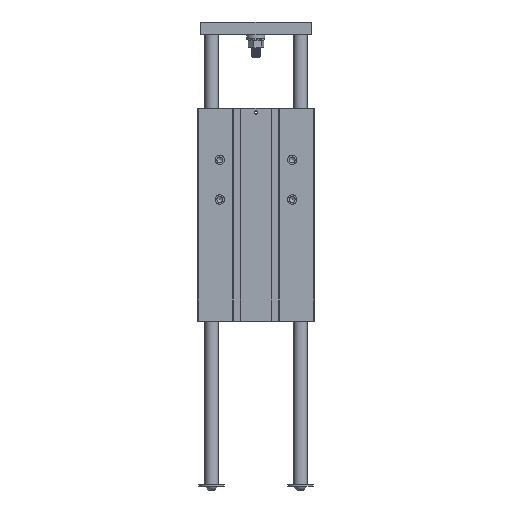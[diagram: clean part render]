
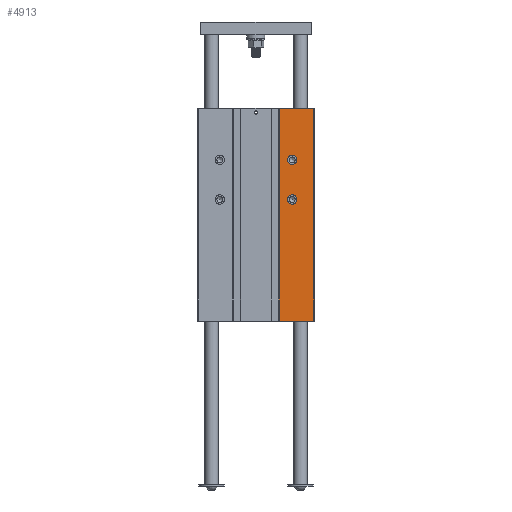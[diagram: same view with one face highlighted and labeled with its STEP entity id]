
A CAD part, front view. The second image highlights one B-rep face of the part: STEP entity #4913.
In plain terms, the highlighted planar face has unit normal (0, -1, 0).
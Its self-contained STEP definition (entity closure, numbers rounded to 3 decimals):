
#127 = DIRECTION ( 'NONE',  ( 0., -1., 0. ) ) ;
#1015 = CARTESIAN_POINT ( 'NONE',  ( 68., -35., -250. ) ) ;
#1832 = VERTEX_POINT ( 'NONE', #14424 ) ;
#2212 = CARTESIAN_POINT ( 'NONE',  ( 27.1, -35., 0. ) ) ;
#2988 = CARTESIAN_POINT ( 'NONE',  ( 42.5, -35., -66.25 ) ) ;
#3089 = ORIENTED_EDGE ( 'NONE', *, *, #27547, .F. ) ;
#3660 = CARTESIAN_POINT ( 'NONE',  ( 42.5, -35., -112.75 ) ) ;
#3819 = VECTOR ( 'NONE', #11456, 1000. ) ;
#4587 = DIRECTION ( 'NONE',  ( 0., 0., -1. ) ) ;
#4667 = CIRCLE ( 'NONE', #7936, 5.5 ) ;
#4913 = ADVANCED_FACE ( 'NONE', ( #6990, #20203, #28110 ), #25164, .T. ) ;
#5226 = VERTEX_POINT ( 'NONE', #2988 ) ;
#5819 = LINE ( 'NONE', #16262, #31824 ) ;
#5995 = CARTESIAN_POINT ( 'NONE',  ( -68.5, -35., 0. ) ) ;
#6909 = VECTOR ( 'NONE', #8727, 1000. ) ;
#6990 = FACE_BOUND ( 'NONE', #31037, .T. ) ;
#7936 = AXIS2_PLACEMENT_3D ( 'NONE', #29144, #127, #31088 ) ;
#8018 = EDGE_LOOP ( 'NONE', ( #3089 ) ) ;
#8047 = EDGE_CURVE ( 'NONE', #13589, #13589, #4667, .T. ) ;
#8727 = DIRECTION ( 'NONE',  ( 1., 0., 0. ) ) ;
#8731 = VECTOR ( 'NONE', #30794, 1000. ) ;
#10555 = ORIENTED_EDGE ( 'NONE', *, *, #10969, .T. ) ;
#10969 = EDGE_CURVE ( 'NONE', #1832, #22057, #24682, .T. ) ;
#11456 = DIRECTION ( 'NONE',  ( 0., 0., 1. ) ) ;
#13589 = VERTEX_POINT ( 'NONE', #3660 ) ;
#14424 = CARTESIAN_POINT ( 'NONE',  ( 68., -35., -250. ) ) ;
#14498 = ORIENTED_EDGE ( 'NONE', *, *, #8047, .F. ) ;
#15697 = CARTESIAN_POINT ( 'NONE',  ( 42.5, -35., -60.75 ) ) ;
#15816 = CARTESIAN_POINT ( 'NONE',  ( 27.1, -35., -250. ) ) ;
#16262 = CARTESIAN_POINT ( 'NONE',  ( 27.1, -35., -250. ) ) ;
#17553 = CIRCLE ( 'NONE', #20843, 5.5 ) ;
#17656 = ORIENTED_EDGE ( 'NONE', *, *, #26730, .T. ) ;
#17966 = ORIENTED_EDGE ( 'NONE', *, *, #27365, .T. ) ;
#19024 = DIRECTION ( 'NONE',  ( 0., 0., -1. ) ) ;
#19042 = LINE ( 'NONE', #5995, #6909 ) ;
#20031 = CARTESIAN_POINT ( 'NONE',  ( -68.5, -35., -250. ) ) ;
#20203 = FACE_BOUND ( 'NONE', #8018, .T. ) ;
#20290 = LINE ( 'NONE', #28388, #8731 ) ;
#20352 = VERTEX_POINT ( 'NONE', #15816 ) ;
#20793 = EDGE_CURVE ( 'NONE', #30408, #22057, #19042, .T. ) ;
#20843 = AXIS2_PLACEMENT_3D ( 'NONE', #15697, #26680, #21346 ) ;
#21346 = DIRECTION ( 'NONE',  ( 0., 0., -1. ) ) ;
#22057 = VERTEX_POINT ( 'NONE', #23310 ) ;
#23310 = CARTESIAN_POINT ( 'NONE',  ( 68., -35., 0. ) ) ;
#24682 = LINE ( 'NONE', #1015, #3819 ) ;
#25164 = PLANE ( 'NONE',  #26082 ) ;
#26082 = AXIS2_PLACEMENT_3D ( 'NONE', #20031, #30693, #4587 ) ;
#26680 = DIRECTION ( 'NONE',  ( 0., -1., 0. ) ) ;
#26730 = EDGE_CURVE ( 'NONE', #20352, #1832, #20290, .T. ) ;
#27020 = EDGE_LOOP ( 'NONE', ( #33189, #17966, #17656, #10555 ) ) ;
#27365 = EDGE_CURVE ( 'NONE', #30408, #20352, #5819, .T. ) ;
#27547 = EDGE_CURVE ( 'NONE', #5226, #5226, #17553, .T. ) ;
#28110 = FACE_OUTER_BOUND ( 'NONE', #27020, .T. ) ;
#28388 = CARTESIAN_POINT ( 'NONE',  ( -68.5, -35., -250. ) ) ;
#29144 = CARTESIAN_POINT ( 'NONE',  ( 42.5, -35., -107.25 ) ) ;
#30408 = VERTEX_POINT ( 'NONE', #2212 ) ;
#30693 = DIRECTION ( 'NONE',  ( 0., -1., 0. ) ) ;
#30794 = DIRECTION ( 'NONE',  ( 1., 0., 0. ) ) ;
#31037 = EDGE_LOOP ( 'NONE', ( #14498 ) ) ;
#31088 = DIRECTION ( 'NONE',  ( 0., 0., -1. ) ) ;
#31824 = VECTOR ( 'NONE', #19024, 1000. ) ;
#33189 = ORIENTED_EDGE ( 'NONE', *, *, #20793, .F. ) ;
